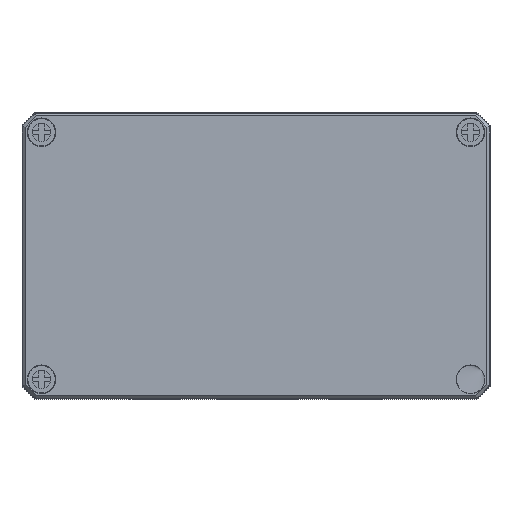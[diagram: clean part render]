
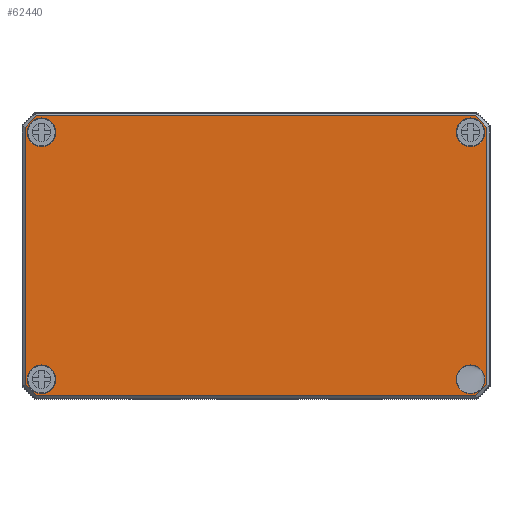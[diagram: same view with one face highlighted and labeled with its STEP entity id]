
A CAD part, top view. The second image highlights one B-rep face of the part: STEP entity #62440.
In plain terms, the highlighted face is planar.
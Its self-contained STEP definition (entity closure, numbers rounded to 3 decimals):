
#4620=FACE_BOUND('',#13184,.T.);
#4621=FACE_BOUND('',#13185,.T.);
#4622=FACE_BOUND('',#13186,.T.);
#4623=FACE_BOUND('',#13187,.T.);
#5854=PLANE('',#66035);
#9362=FACE_OUTER_BOUND('',#13183,.T.);
#13183=EDGE_LOOP('',(#56652,#56653,#56654,#56655,#56656,#56657,#56658,#56659));
#13184=EDGE_LOOP('',(#56660,#56661));
#13185=EDGE_LOOP('',(#56662,#56663));
#13186=EDGE_LOOP('',(#56664,#56665));
#13187=EDGE_LOOP('',(#56666,#56667));
#18129=LINE('',#110246,#23017);
#18130=LINE('',#110248,#23018);
#18131=LINE('',#110250,#23019);
#18132=LINE('',#110252,#23020);
#18133=LINE('',#110254,#23021);
#18134=LINE('',#110256,#23022);
#18135=LINE('',#110258,#23023);
#18136=LINE('',#110259,#23024);
#23017=VECTOR('',#77424,10.);
#23018=VECTOR('',#77425,10.);
#23019=VECTOR('',#77426,10.);
#23020=VECTOR('',#77427,10.);
#23021=VECTOR('',#77428,10.);
#23022=VECTOR('',#77429,10.);
#23023=VECTOR('',#77430,10.);
#23024=VECTOR('',#77431,10.);
#24690=CIRCLE('',#66024,5.525);
#24695=CIRCLE('',#66029,5.525);
#24700=CIRCLE('',#66036,5.525);
#24701=CIRCLE('',#66037,5.525);
#24702=CIRCLE('',#66038,5.525);
#24703=CIRCLE('',#66039,5.525);
#24704=CIRCLE('',#66040,5.525);
#24705=CIRCLE('',#66041,5.525);
#30536=VERTEX_POINT('',#110147);
#30537=VERTEX_POINT('',#110148);
#30558=VERTEX_POINT('',#110244);
#30559=VERTEX_POINT('',#110245);
#30560=VERTEX_POINT('',#110247);
#30561=VERTEX_POINT('',#110249);
#30562=VERTEX_POINT('',#110251);
#30563=VERTEX_POINT('',#110253);
#30564=VERTEX_POINT('',#110255);
#30565=VERTEX_POINT('',#110257);
#30566=VERTEX_POINT('',#110260);
#30567=VERTEX_POINT('',#110261);
#30568=VERTEX_POINT('',#110264);
#30569=VERTEX_POINT('',#110265);
#30570=VERTEX_POINT('',#110268);
#30571=VERTEX_POINT('',#110269);
#39305=EDGE_CURVE('',#30536,#30537,#24690,.T.);
#39310=EDGE_CURVE('',#30537,#30536,#24695,.T.);
#39329=EDGE_CURVE('',#30558,#30559,#18129,.T.);
#39330=EDGE_CURVE('',#30560,#30558,#18130,.T.);
#39331=EDGE_CURVE('',#30561,#30560,#18131,.T.);
#39332=EDGE_CURVE('',#30562,#30561,#18132,.T.);
#39333=EDGE_CURVE('',#30563,#30562,#18133,.T.);
#39334=EDGE_CURVE('',#30564,#30563,#18134,.T.);
#39335=EDGE_CURVE('',#30565,#30564,#18135,.T.);
#39336=EDGE_CURVE('',#30559,#30565,#18136,.T.);
#39337=EDGE_CURVE('',#30566,#30567,#24700,.T.);
#39338=EDGE_CURVE('',#30567,#30566,#24701,.T.);
#39339=EDGE_CURVE('',#30568,#30569,#24702,.T.);
#39340=EDGE_CURVE('',#30569,#30568,#24703,.T.);
#39341=EDGE_CURVE('',#30570,#30571,#24704,.T.);
#39342=EDGE_CURVE('',#30571,#30570,#24705,.T.);
#56652=ORIENTED_EDGE('',*,*,#39329,.F.);
#56653=ORIENTED_EDGE('',*,*,#39330,.F.);
#56654=ORIENTED_EDGE('',*,*,#39331,.F.);
#56655=ORIENTED_EDGE('',*,*,#39332,.F.);
#56656=ORIENTED_EDGE('',*,*,#39333,.F.);
#56657=ORIENTED_EDGE('',*,*,#39334,.F.);
#56658=ORIENTED_EDGE('',*,*,#39335,.F.);
#56659=ORIENTED_EDGE('',*,*,#39336,.F.);
#56660=ORIENTED_EDGE('',*,*,#39337,.F.);
#56661=ORIENTED_EDGE('',*,*,#39338,.F.);
#56662=ORIENTED_EDGE('',*,*,#39339,.F.);
#56663=ORIENTED_EDGE('',*,*,#39340,.F.);
#56664=ORIENTED_EDGE('',*,*,#39341,.F.);
#56665=ORIENTED_EDGE('',*,*,#39342,.F.);
#56666=ORIENTED_EDGE('',*,*,#39305,.F.);
#56667=ORIENTED_EDGE('',*,*,#39310,.F.);
#62440=ADVANCED_FACE('',(#9362,#4620,#4621,#4622,#4623),#5854,.F.);
#66024=AXIS2_PLACEMENT_3D('',#110149,#77399,#77400);
#66029=AXIS2_PLACEMENT_3D('',#110157,#77409,#77410);
#66035=AXIS2_PLACEMENT_3D('',#110243,#77422,#77423);
#66036=AXIS2_PLACEMENT_3D('',#110262,#77432,#77433);
#66037=AXIS2_PLACEMENT_3D('',#110263,#77434,#77435);
#66038=AXIS2_PLACEMENT_3D('',#110266,#77436,#77437);
#66039=AXIS2_PLACEMENT_3D('',#110267,#77438,#77439);
#66040=AXIS2_PLACEMENT_3D('',#110270,#77440,#77441);
#66041=AXIS2_PLACEMENT_3D('',#110271,#77442,#77443);
#77399=DIRECTION('center_axis',(0.,1.,0.));
#77400=DIRECTION('ref_axis',(1.,0.,0.));
#77409=DIRECTION('center_axis',(0.,1.,0.));
#77410=DIRECTION('ref_axis',(1.,0.,0.));
#77422=DIRECTION('center_axis',(0.,-1.,0.));
#77423=DIRECTION('ref_axis',(0.,0.,-1.));
#77424=DIRECTION('',(-0.707,0.,0.707));
#77425=DIRECTION('',(0.,0.,1.));
#77426=DIRECTION('',(0.707,0.,0.707));
#77427=DIRECTION('',(1.,0.,0.));
#77428=DIRECTION('',(0.707,0.,-0.707));
#77429=DIRECTION('',(0.,0.,-1.));
#77430=DIRECTION('',(-0.707,0.,-0.707));
#77431=DIRECTION('',(-1.,0.,0.));
#77432=DIRECTION('center_axis',(0.,1.,0.));
#77433=DIRECTION('ref_axis',(-1.,0.,0.));
#77434=DIRECTION('center_axis',(0.,1.,0.));
#77435=DIRECTION('ref_axis',(-1.,0.,0.));
#77436=DIRECTION('center_axis',(0.,1.,0.));
#77437=DIRECTION('ref_axis',(1.,0.,0.));
#77438=DIRECTION('center_axis',(0.,1.,0.));
#77439=DIRECTION('ref_axis',(1.,0.,0.));
#77440=DIRECTION('center_axis',(0.,1.,0.));
#77441=DIRECTION('ref_axis',(-1.,0.,0.));
#77442=DIRECTION('center_axis',(0.,1.,0.));
#77443=DIRECTION('ref_axis',(-1.,0.,0.));
#110147=CARTESIAN_POINT('',(-88.025,18.,-47.5));
#110148=CARTESIAN_POINT('',(-82.5,18.,-41.975));
#110149=CARTESIAN_POINT('Origin',(-82.5,18.,-47.5));
#110157=CARTESIAN_POINT('Origin',(-82.5,18.,-47.5));
#110243=CARTESIAN_POINT('Origin',(0.,18.,0.));
#110244=CARTESIAN_POINT('',(88.843,18.,49.521));
#110245=CARTESIAN_POINT('',(84.521,18.,53.843));
#110246=CARTESIAN_POINT('',(79.182,18.,59.182));
#110247=CARTESIAN_POINT('',(88.843,18.,-49.521));
#110248=CARTESIAN_POINT('',(88.843,18.,-25.));
#110249=CARTESIAN_POINT('',(84.521,18.,-53.843));
#110250=CARTESIAN_POINT('',(76.682,18.,-61.682));
#110251=CARTESIAN_POINT('',(-84.521,18.,-53.843));
#110252=CARTESIAN_POINT('',(-42.5,18.,-53.843));
#110253=CARTESIAN_POINT('',(-88.843,18.,-49.521));
#110254=CARTESIAN_POINT('',(-79.182,18.,-59.182));
#110255=CARTESIAN_POINT('',(-88.843,18.,49.521));
#110256=CARTESIAN_POINT('',(-88.843,18.,25.));
#110257=CARTESIAN_POINT('',(-84.521,18.,53.843));
#110258=CARTESIAN_POINT('',(-76.682,18.,61.682));
#110259=CARTESIAN_POINT('',(42.5,18.,53.843));
#110260=CARTESIAN_POINT('',(88.025,18.,-47.5));
#110261=CARTESIAN_POINT('',(82.5,18.,-41.975));
#110262=CARTESIAN_POINT('Origin',(82.5,18.,-47.5));
#110263=CARTESIAN_POINT('Origin',(82.5,18.,-47.5));
#110264=CARTESIAN_POINT('',(-88.025,18.,47.5));
#110265=CARTESIAN_POINT('',(-82.5,18.,53.025));
#110266=CARTESIAN_POINT('Origin',(-82.5,18.,47.5));
#110267=CARTESIAN_POINT('Origin',(-82.5,18.,47.5));
#110268=CARTESIAN_POINT('',(88.025,18.,47.5));
#110269=CARTESIAN_POINT('',(82.5,18.,53.025));
#110270=CARTESIAN_POINT('Origin',(82.5,18.,47.5));
#110271=CARTESIAN_POINT('Origin',(82.5,18.,47.5));
